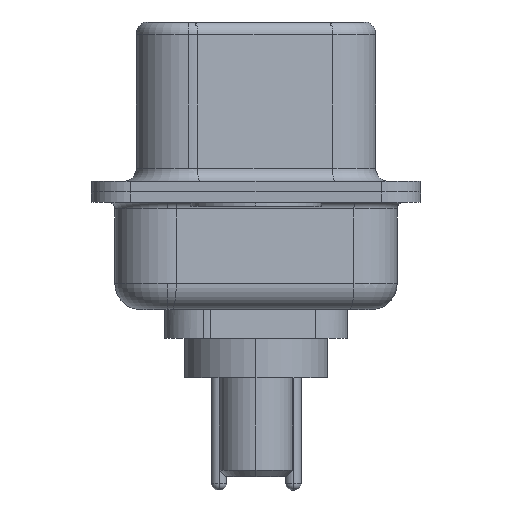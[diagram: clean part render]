
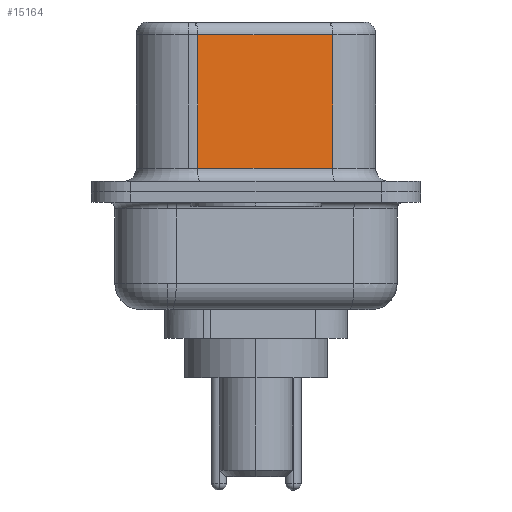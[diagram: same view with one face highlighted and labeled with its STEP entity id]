
A CAD part, left-side view. The second image highlights one B-rep face of the part: STEP entity #15164.
In plain terms, the highlighted planar face has unit normal (-0.985, -0.174, 0).
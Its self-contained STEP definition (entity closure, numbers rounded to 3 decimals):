
#414 = ORIENTED_EDGE ( 'NONE', *, *, #7209, .T. ) ;
#1253 = ORIENTED_EDGE ( 'NONE', *, *, #11150, .T. ) ;
#1294 = CARTESIAN_POINT ( 'NONE',  ( 4.58, -2.927, 0.9 ) ) ;
#1361 = LINE ( 'NONE', #3079, #6125 ) ;
#1818 = VERTEX_POINT ( 'NONE', #7915 ) ;
#2300 = CARTESIAN_POINT ( 'NONE',  ( 4.58, -2.927, 6.52 ) ) ;
#3079 = CARTESIAN_POINT ( 'NONE',  ( 4.58, -2.927, 6.02 ) ) ;
#4264 = LINE ( 'NONE', #10405, #12599 ) ;
#4290 = VECTOR ( 'NONE', #11938, 1000. ) ;
#4654 = CARTESIAN_POINT ( 'NONE',  ( 3.67, 2.233, 6.02 ) ) ;
#5259 = ORIENTED_EDGE ( 'NONE', *, *, #11107, .F. ) ;
#6125 = VECTOR ( 'NONE', #8499, 1000. ) ;
#6399 = CARTESIAN_POINT ( 'NONE',  ( 4.58, -2.927, 6.52 ) ) ;
#6462 = EDGE_CURVE ( 'NONE', #1818, #13820, #1361, .T. ) ;
#6532 = VECTOR ( 'NONE', #7466, 1000. ) ;
#7209 = EDGE_CURVE ( 'NONE', #15844, #17006, #4264, .T. ) ;
#7466 = DIRECTION ( 'NONE',  ( 0., 0., -1. ) ) ;
#7825 = LINE ( 'NONE', #10677, #4290 ) ;
#7915 = CARTESIAN_POINT ( 'NONE',  ( 4.58, -2.927, 6.02 ) ) ;
#8499 = DIRECTION ( 'NONE',  ( -0.174, 0.985, 0. ) ) ;
#9118 = DIRECTION ( 'NONE',  ( -0.174, 0.985, 0. ) ) ;
#9149 = ORIENTED_EDGE ( 'NONE', *, *, #6462, .T. ) ;
#9351 = PLANE ( 'NONE',  #16413 ) ;
#10405 = CARTESIAN_POINT ( 'NONE',  ( 4.58, -2.927, 0.9 ) ) ;
#10677 = CARTESIAN_POINT ( 'NONE',  ( 3.67, 2.233, 6.52 ) ) ;
#11107 = EDGE_CURVE ( 'NONE', #1818, #17006, #11400, .T. ) ;
#11150 = EDGE_CURVE ( 'NONE', #13820, #15844, #7825, .T. ) ;
#11202 = CARTESIAN_POINT ( 'NONE',  ( 3.67, 2.233, 0.9 ) ) ;
#11400 = LINE ( 'NONE', #2300, #6532 ) ;
#11938 = DIRECTION ( 'NONE',  ( 0., 0., -1. ) ) ;
#12278 = EDGE_LOOP ( 'NONE', ( #5259, #9149, #1253, #414 ) ) ;
#12599 = VECTOR ( 'NONE', #15870, 1000. ) ;
#13820 = VERTEX_POINT ( 'NONE', #4654 ) ;
#15164 = ADVANCED_FACE ( 'NONE', ( #17338 ), #9351, .F. ) ;
#15844 = VERTEX_POINT ( 'NONE', #11202 ) ;
#15870 = DIRECTION ( 'NONE',  ( 0.174, -0.985, 0. ) ) ;
#15944 = DIRECTION ( 'NONE',  ( 0.985, 0.174, 0. ) ) ;
#16413 = AXIS2_PLACEMENT_3D ( 'NONE', #6399, #15944, #9118 ) ;
#17006 = VERTEX_POINT ( 'NONE', #1294 ) ;
#17338 = FACE_OUTER_BOUND ( 'NONE', #12278, .T. ) ;
